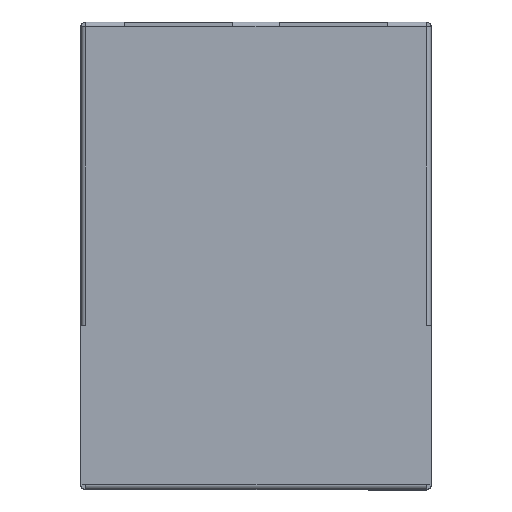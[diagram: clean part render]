
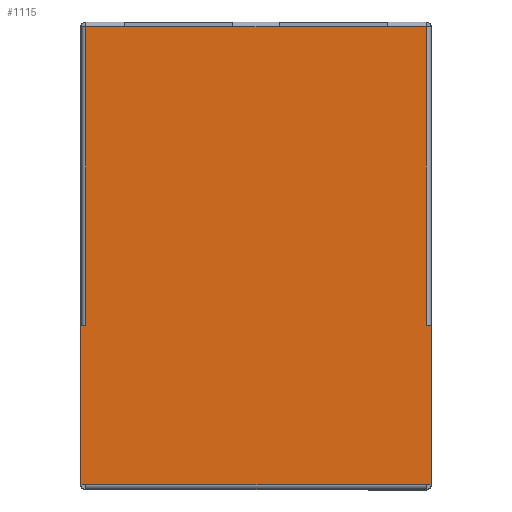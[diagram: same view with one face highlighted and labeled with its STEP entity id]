
A CAD part, top view. The second image highlights one B-rep face of the part: STEP entity #1115.
In plain terms, the highlighted planar face has unit normal (0, 0, 1).
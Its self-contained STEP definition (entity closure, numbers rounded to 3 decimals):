
#1115=ADVANCED_FACE( '', ( #2124 ), #2125, .T. );
#1344=DIRECTION( '', ( 0., 0., 1. ) );
#1345=DIRECTION( '', ( 1., 0., 0. ) );
#2124=FACE_OUTER_BOUND( '', #3892, .T. );
#2125=PLANE( '', #3893 );
#3892=EDGE_LOOP( '', ( #7558, #7559, #7560, #7561, #7562, #7563, #7564, #7565, #7566, #7567, #7568, #7569, #7570, #7571, #7572, #7573 ) );
#3893=AXIS2_PLACEMENT_3D( '', #5952, #1344, #1345 );
#5387=DIRECTION( '', ( -1., 0., 0. ) );
#5433=CARTESIAN_POINT( '', ( 3.17, 7.94, 6.65 ) );
#5435=DIRECTION( '', ( 0., 1., 0. ) );
#5506=DIRECTION( '', ( 0., -1., 0. ) );
#5633=CARTESIAN_POINT( '', ( 3.17, 7.73, 6.65 ) );
#5952=CARTESIAN_POINT( '', ( 10.39, 7.94, 6.65 ) );
#6157=CARTESIAN_POINT( '', ( 3.17, -7.73, 6.65 ) );
#7260=CARTESIAN_POINT( '', ( 3.17, -7.94, 6.65 ) );
#7262=DIRECTION( '', ( 0., -1., 0. ) );
#7558=ORIENTED_EDGE( '', *, *, #10103, .F. );
#7559=ORIENTED_EDGE( '', *, *, #9414, .T. );
#7560=ORIENTED_EDGE( '', *, *, #9023, .T. );
#7561=ORIENTED_EDGE( '', *, *, #10104, .T. );
#7562=ORIENTED_EDGE( '', *, *, #10105, .T. );
#7563=ORIENTED_EDGE( '', *, *, #10106, .T. );
#7564=ORIENTED_EDGE( '', *, *, #9550, .T. );
#7565=ORIENTED_EDGE( '', *, *, #10107, .T. );
#7566=ORIENTED_EDGE( '', *, *, #9992, .T. );
#7567=ORIENTED_EDGE( '', *, *, #9771, .F. );
#7568=ORIENTED_EDGE( '', *, *, #9284, .F. );
#7569=ORIENTED_EDGE( '', *, *, #9990, .F. );
#7570=ORIENTED_EDGE( '', *, *, #10108, .F. );
#7571=ORIENTED_EDGE( '', *, *, #10109, .T. );
#7572=ORIENTED_EDGE( '', *, *, #8927, .F. );
#7573=ORIENTED_EDGE( '', *, *, #10110, .F. );
#8927=EDGE_CURVE( '', #10395, #10397, #10398, .T. );
#9023=EDGE_CURVE( '', #10584, #10582, #10585, .T. );
#9284=EDGE_CURVE( '', #11070, #11072, #11073, .T. );
#9414=EDGE_CURVE( '', #10663, #10584, #11289, .T. );
#9550=EDGE_CURVE( '', #11282, #11524, #11525, .T. );
#9771=EDGE_CURVE( '', #11072, #11869, #11872, .T. );
#9990=EDGE_CURVE( '', #10781, #11070, #11073, .T. );
#9992=EDGE_CURVE( '', #12153, #11869, #12154, .T. );
#10103=EDGE_CURVE( '', #10663, #12297, #12298, .T. );
#10104=EDGE_CURVE( '', #10582, #11513, #11289, .T. );
#10105=EDGE_CURVE( '', #11513, #12299, #12300, .T. );
#10106=EDGE_CURVE( '', #12299, #11282, #11289, .T. );
#10107=EDGE_CURVE( '', #11524, #12153, #11525, .T. );
#10108=EDGE_CURVE( '', #12301, #10781, #11073, .T. );
#10109=EDGE_CURVE( '', #12301, #10397, #12302, .T. );
#10110=EDGE_CURVE( '', #12297, #10395, #12298, .T. );
#10395=VERTEX_POINT( '', #5633 );
#10397=VERTEX_POINT( '', #5433 );
#10398=LINE( '', #5433, #12626 );
#10582=VERTEX_POINT( '', #12784 );
#10584=VERTEX_POINT( '', #12785 );
#10585=LINE( '', #12785, #12609 );
#10663=VERTEX_POINT( '', #12836 );
#10781=VERTEX_POINT( '', #12918 );
#11070=VERTEX_POINT( '', #13158 );
#11072=VERTEX_POINT( '', #13159 );
#11073=LINE( '', #5952, #12609 );
#11282=VERTEX_POINT( '', #13307 );
#11289=LINE( '', #13311, #12609 );
#11513=VERTEX_POINT( '', #13468 );
#11524=VERTEX_POINT( '', #13476 );
#11525=LINE( '', #6157, #12645 );
#11869=VERTEX_POINT( '', #7260 );
#11872=LINE( '', #13159, #12634 );
#12153=VERTEX_POINT( '', #6157 );
#12154=LINE( '', #7260, #13893 );
#12297=VERTEX_POINT( '', #13999 );
#12298=LINE( '', #5633, #12645 );
#12299=VERTEX_POINT( '', #14000 );
#12300=LINE( '', #13468, #12609 );
#12301=VERTEX_POINT( '', #5952 );
#12302=LINE( '', #5952, #12634 );
#12609=VECTOR( '', #5506, 1000. );
#12626=VECTOR( '', #5435, 1000. );
#12634=VECTOR( '', #5387, 1000. );
#12645=VECTOR( '', #1345, 1000. );
#12784=CARTESIAN_POINT( '', ( -10.39, 1.05, 6.65 ) );
#12785=CARTESIAN_POINT( '', ( -10.39, 5.95, 6.65 ) );
#12836=CARTESIAN_POINT( '', ( -10.39, 7.73, 6.65 ) );
#12918=CARTESIAN_POINT( '', ( 10.39, 7.73, 6.65 ) );
#13158=CARTESIAN_POINT( '', ( 10.39, -7.73, 6.65 ) );
#13159=CARTESIAN_POINT( '', ( 10.39, -7.94, 6.65 ) );
#13307=CARTESIAN_POINT( '', ( -10.39, -7.73, 6.65 ) );
#13311=CARTESIAN_POINT( '', ( -10.39, 7.94, 6.65 ) );
#13468=CARTESIAN_POINT( '', ( -10.39, -1.05, 6.65 ) );
#13476=CARTESIAN_POINT( '', ( 3.16, -7.73, 6.65 ) );
#13893=VECTOR( '', #7262, 1000. );
#13999=CARTESIAN_POINT( '', ( 3.16, 7.73, 6.65 ) );
#14000=CARTESIAN_POINT( '', ( -10.39, -5.95, 6.65 ) );
